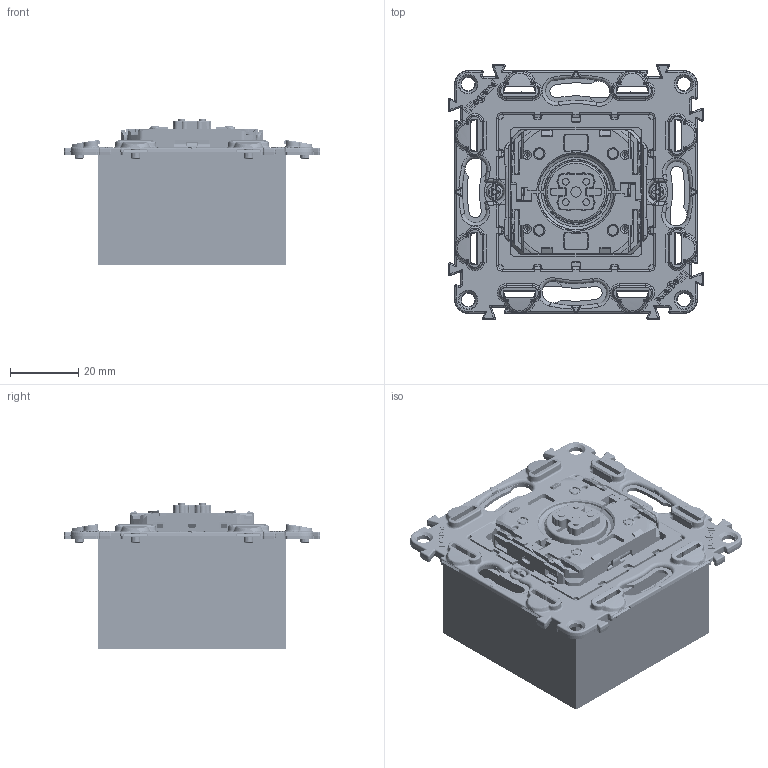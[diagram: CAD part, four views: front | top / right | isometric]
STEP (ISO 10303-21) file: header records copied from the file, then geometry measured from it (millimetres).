
FILE_DESCRIPTION(('CATIA V5 STEP Exchange','CAx-IF Rec.Pracs.--- Model Styling and Organization---1.4--- 2014-01-23'),'2;1');
FILE_NAME('752029_AllCATPart.stp','2020-02-13T09:25:12+00:00',('none'),('none'),'CATIA Version 5-6 Release 2017 SP3','CATIA V5 STEP AP214','none');
FILE_SCHEMA(('AUTOMOTIVE_DESIGN { 1 0 10303 214 1 1 1 1 }'));
Products named in the file (1): 752029_AllCATPart
Bounding box: 74.7 x 74.7 x 42.5 mm (x, y, z)
Volume: 108350.8 mm3; surface area: 30392.2 mm2
Topology: 1 solids, 7 shells, 7056 faces, 20399 edges, 13320 vertices
Faces by surface type: plane 4966, cylinder 975, bspline 432, cone 407, torus 212, sphere 52, extrusion 12
Entity records: 261321 total; most frequent: CARTESIAN_POINT 84368, ORIENTED_EDGE 40638, DIRECTION 26907, EDGE_CURVE 20319, VECTOR 14132, LINE 14120, VERTEX_POINT 13320, EDGE_LOOP 7249
